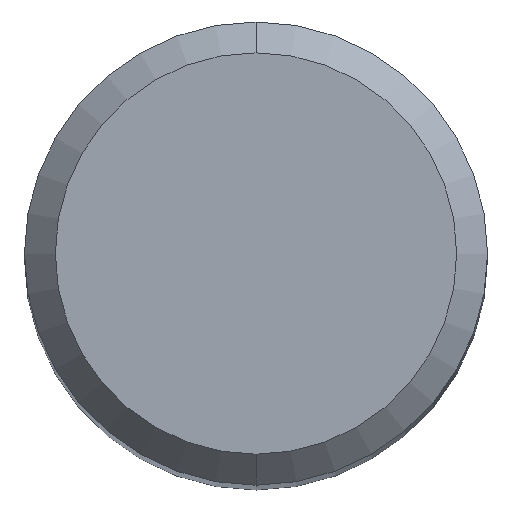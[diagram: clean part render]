
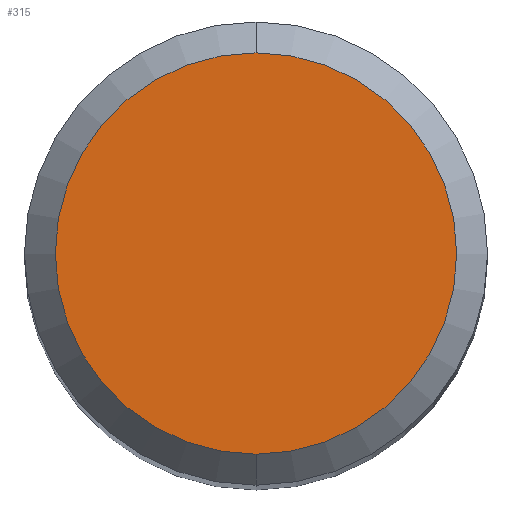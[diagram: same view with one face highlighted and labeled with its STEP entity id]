
A CAD part, top view. The second image highlights one B-rep face of the part: STEP entity #315.
In plain terms, the highlighted planar face has unit normal (0, 0, 1).
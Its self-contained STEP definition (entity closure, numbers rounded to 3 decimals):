
#275=EDGE_CURVE('',#289,#399,#589,.T.);
#289=VERTEX_POINT('',#603);
#297=EDGE_CURVE('',#399,#289,#612,.T.);
#315=ADVANCED_FACE('',(#637),#638,.T.);
#399=VERTEX_POINT('',#730);
#589=CIRCLE('',#1041,2.6);
#603=CARTESIAN_POINT('',(0.0,2.6,0.0));
#612=CIRCLE('',#1101,2.6);
#637=FACE_OUTER_BOUND('',#1127,.T.);
#638=PLANE('',#1128);
#730=CARTESIAN_POINT('',(0.,-2.6,0.0));
#1041=AXIS2_PLACEMENT_3D('',#1551,#1552,#1553);
#1101=AXIS2_PLACEMENT_3D('',#1567,#1568,#1569);
#1127=EDGE_LOOP('',(#1630,#1631));
#1128=AXIS2_PLACEMENT_3D('',#1632,#1633,#1634);
#1551=CARTESIAN_POINT('',(0.0,0.0,0.0));
#1552=DIRECTION('',(0.0,0.0,-1.0));
#1553=DIRECTION('',(0.0,1.0,0.0));
#1567=CARTESIAN_POINT('',(0.0,0.0,0.0));
#1568=DIRECTION('',(0.0,0.0,-1.0));
#1569=DIRECTION('',(0.0,1.0,0.0));
#1630=ORIENTED_EDGE('',*,*,#275,.F.);
#1631=ORIENTED_EDGE('',*,*,#297,.F.);
#1632=CARTESIAN_POINT('',(0.0,1.3,0.0));
#1633=DIRECTION('',(-0.0,0.0,1.0));
#1634=DIRECTION('',(0.0,-1.0,0.0));
